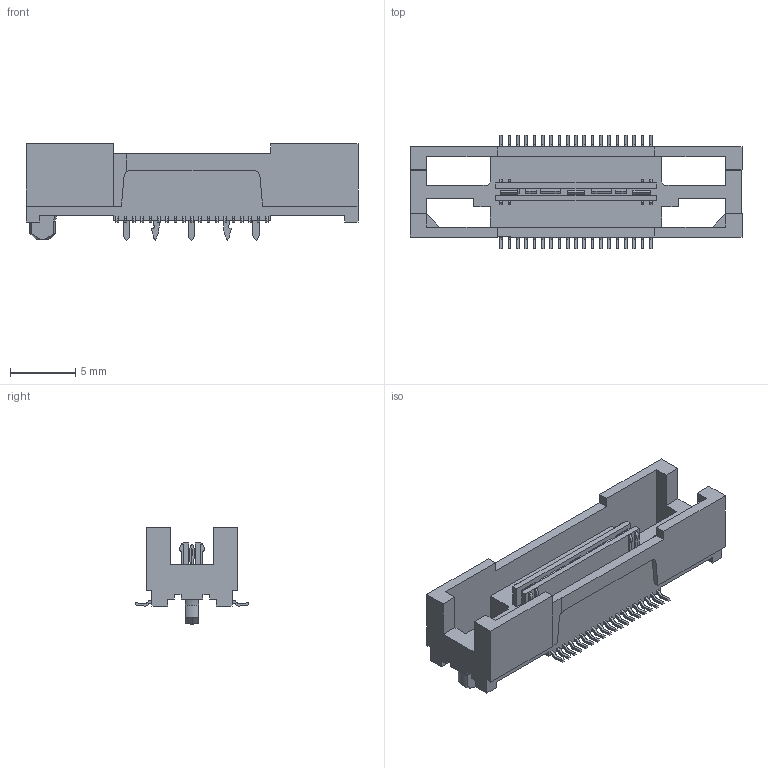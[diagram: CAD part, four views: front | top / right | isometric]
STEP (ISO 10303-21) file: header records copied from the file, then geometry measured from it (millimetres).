
FILE_DESCRIPTION((''),'2;1');
FILE_NAME('TYCO_5767096-8.stp','2011-10-18T15:49:47',(''),(''),'Mechanical Desktop 2011','Mechanical Desktop 2011',', , ');
FILE_SCHEMA(('AUTOMOTIVE_DESIGN { 1 2 10303 214 1 1 1 1 }'));
Length unit declared in the file: millimetre
Products named in the file (1): Product
Bounding box: 25.4 x 8.71 x 7.39 mm (x, y, z)
Volume: 467.4 mm3; surface area: 1141.3 mm2
Topology: 64 solids, 64 shells, 766 faces, 1930 edges, 1286 vertices
Faces by surface type: plane 378, bspline 234, cylinder 150, cone 4
Entity records: 24015 total; most frequent: CARTESIAN_POINT 5855, ORIENTED_EDGE 3860, DIRECTION 3457, EDGE_CURVE 1930, VECTOR 1457, LINE 1457, VERTEX_POINT 1286, AXIS2_PLACEMENT_3D 1000
